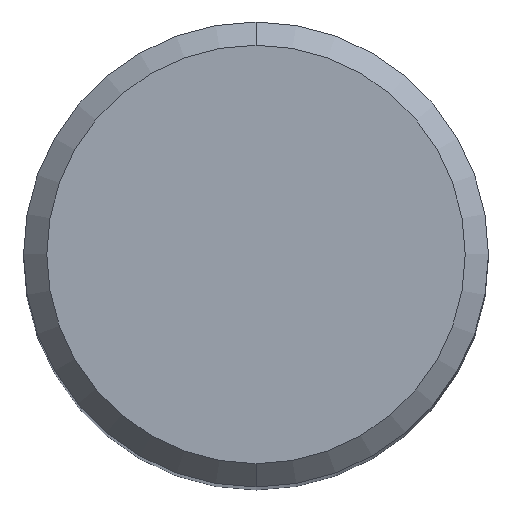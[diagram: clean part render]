
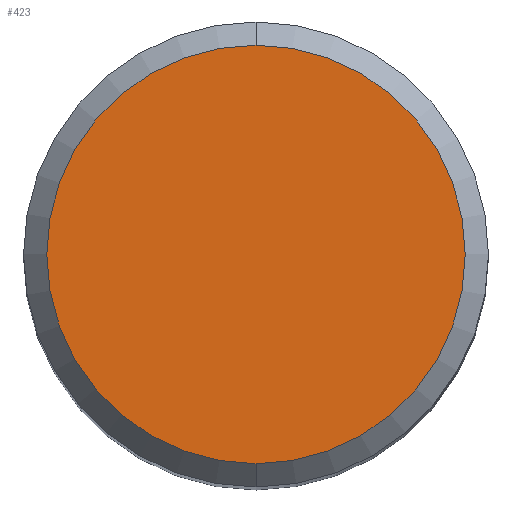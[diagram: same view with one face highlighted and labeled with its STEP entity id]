
A CAD part, top view. The second image highlights one B-rep face of the part: STEP entity #423.
In plain terms, the highlighted planar face has unit normal (0, 0, 1).
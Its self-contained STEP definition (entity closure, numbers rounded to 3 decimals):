
#185=VERTEX_POINT('',#492);
#217=VERTEX_POINT('',#528);
#419=EDGE_CURVE('',#217,#185,#751,.T.);
#423=ADVANCED_FACE('',(#756),#757,.T.);
#463=EDGE_CURVE('',#185,#217,#800,.T.);
#492=CARTESIAN_POINT('',(0.,-5.4,0.0));
#528=CARTESIAN_POINT('',(0.0,5.4,0.0));
#751=CIRCLE('',#1371,5.4);
#756=FACE_OUTER_BOUND('',#1376,.T.);
#757=PLANE('',#1377);
#800=CIRCLE('',#1507,5.4);
#1371=AXIS2_PLACEMENT_3D('',#1815,#1816,#1817);
#1376=EDGE_LOOP('',(#1827,#1828));
#1377=AXIS2_PLACEMENT_3D('',#1829,#1830,#1831);
#1507=AXIS2_PLACEMENT_3D('',#1866,#1867,#1868);
#1815=CARTESIAN_POINT('',(0.0,0.0,0.0));
#1816=DIRECTION('',(0.0,0.0,-1.0));
#1817=DIRECTION('',(0.0,1.0,0.0));
#1827=ORIENTED_EDGE('',*,*,#419,.F.);
#1828=ORIENTED_EDGE('',*,*,#463,.F.);
#1829=CARTESIAN_POINT('',(0.0,2.7,0.0));
#1830=DIRECTION('',(-0.0,0.0,1.0));
#1831=DIRECTION('',(0.0,-1.0,0.0));
#1866=CARTESIAN_POINT('',(0.0,0.0,0.0));
#1867=DIRECTION('',(0.0,0.0,-1.0));
#1868=DIRECTION('',(0.0,1.0,0.0));
